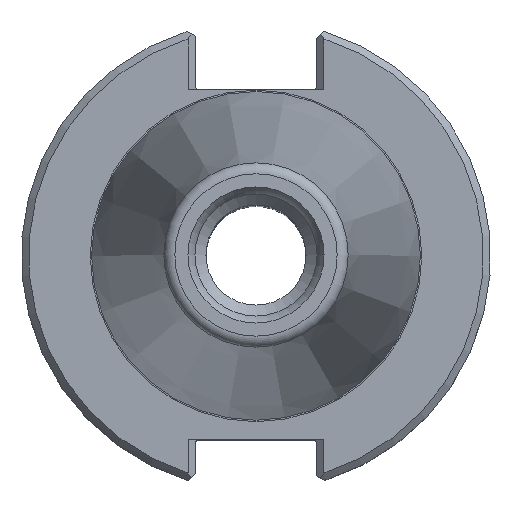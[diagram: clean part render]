
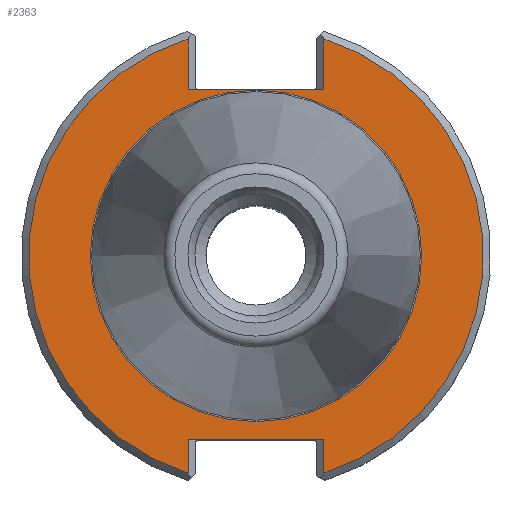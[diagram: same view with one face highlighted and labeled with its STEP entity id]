
A CAD part, top view. The second image highlights one B-rep face of the part: STEP entity #2363.
In plain terms, the highlighted planar face has unit normal (0, 0, 1).
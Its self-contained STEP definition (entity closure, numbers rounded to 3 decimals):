
#45=LINE('',#3182,#110);
#53=LINE('',#3209,#118);
#60=LINE('',#3245,#125);
#63=LINE('',#3252,#128);
#64=LINE('',#3254,#129);
#65=LINE('',#3256,#130);
#110=VECTOR('',#2771,1000.);
#118=VECTOR('',#2789,1000.);
#125=VECTOR('',#2812,1000.);
#128=VECTOR('',#2819,1000.);
#129=VECTOR('',#2820,1000.);
#130=VECTOR('',#2821,1000.);
#251=PLANE('',#2519);
#434=ORIENTED_EDGE('',*,*,#829,.T.);
#435=ORIENTED_EDGE('',*,*,#830,.T.);
#436=ORIENTED_EDGE('',*,*,#831,.F.);
#437=ORIENTED_EDGE('',*,*,#832,.T.);
#438=ORIENTED_EDGE('',*,*,#833,.T.);
#439=ORIENTED_EDGE('',*,*,#813,.T.);
#440=ORIENTED_EDGE('',*,*,#801,.F.);
#441=ORIENTED_EDGE('',*,*,#826,.T.);
#442=ORIENTED_EDGE('',*,*,#834,.F.);
#801=EDGE_CURVE('',#1021,#1014,#45,.T.);
#813=EDGE_CURVE('',#1029,#1014,#53,.T.);
#826=EDGE_CURVE('',#1021,#1039,#60,.T.);
#829=EDGE_CURVE('',#1039,#1042,#1180,.T.);
#830=EDGE_CURVE('',#1042,#1043,#63,.T.);
#831=EDGE_CURVE('',#1044,#1043,#64,.T.);
#832=EDGE_CURVE('',#1044,#1045,#65,.T.);
#833=EDGE_CURVE('',#1045,#1029,#1181,.T.);
#834=EDGE_CURVE('',#1046,#1046,#1182,.T.);
#1014=VERTEX_POINT('',#3167);
#1021=VERTEX_POINT('',#3181);
#1029=VERTEX_POINT('',#3203);
#1039=VERTEX_POINT('',#3243);
#1042=VERTEX_POINT('',#3251);
#1043=VERTEX_POINT('',#3253);
#1044=VERTEX_POINT('',#3255);
#1045=VERTEX_POINT('',#3257);
#1046=VERTEX_POINT('',#3260);
#1180=CIRCLE('',#2520,30.75);
#1181=CIRCLE('',#2521,30.75);
#1182=CIRCLE('',#2522,22.413);
#1292=EDGE_LOOP('',(#434,#435,#436,#437,#438,#439,#440,#441));
#1293=EDGE_LOOP('',(#442));
#1451=FACE_BOUND('',#1292,.T.);
#1452=FACE_BOUND('',#1293,.T.);
#2363=ADVANCED_FACE('',(#1451,#1452),#251,.T.);
#2519=AXIS2_PLACEMENT_3D('',#3249,#2815,#2816);
#2520=AXIS2_PLACEMENT_3D('',#3250,#2817,#2818);
#2521=AXIS2_PLACEMENT_3D('',#3258,#2822,#2823);
#2522=AXIS2_PLACEMENT_3D('',#3259,#2824,#2825);
#2771=DIRECTION('',(1.,0.,0.));
#2789=DIRECTION('',(0.,-1.,0.));
#2812=DIRECTION('',(0.,1.,0.));
#2815=DIRECTION('',(0.,0.,1.));
#2816=DIRECTION('',(1.,0.,0.));
#2817=DIRECTION('',(0.,0.,1.));
#2818=DIRECTION('',(1.,0.,0.));
#2819=DIRECTION('',(0.,1.,0.));
#2820=DIRECTION('',(-1.,0.,0.));
#2821=DIRECTION('',(0.,-1.,0.));
#2822=DIRECTION('',(0.,0.,1.));
#2823=DIRECTION('',(1.,0.,0.));
#2824=DIRECTION('',(0.,0.,1.));
#2825=DIRECTION('',(1.,0.,0.));
#3167=CARTESIAN_POINT('',(9.19,22.46,-3.17));
#3181=CARTESIAN_POINT('',(-9.19,22.46,-3.17));
#3182=CARTESIAN_POINT('',(-8.19,22.46,-3.17));
#3203=CARTESIAN_POINT('',(9.19,29.345,-3.17));
#3209=CARTESIAN_POINT('',(9.19,22.46,-3.17));
#3243=CARTESIAN_POINT('',(-9.19,29.345,-3.17));
#3245=CARTESIAN_POINT('',(-9.19,30.831,-3.17));
#3249=CARTESIAN_POINT('',(22.413,0.,-3.17));
#3250=CARTESIAN_POINT('',(0.,0.,-3.17));
#3251=CARTESIAN_POINT('',(-9.19,-29.345,-3.17));
#3252=CARTESIAN_POINT('',(-9.19,-24.87,-3.17));
#3253=CARTESIAN_POINT('',(-9.19,-24.87,-3.17));
#3254=CARTESIAN_POINT('',(8.19,-24.87,-3.17));
#3255=CARTESIAN_POINT('',(9.19,-24.87,-3.17));
#3256=CARTESIAN_POINT('',(9.19,-30.831,-3.17));
#3257=CARTESIAN_POINT('',(9.19,-29.345,-3.17));
#3258=CARTESIAN_POINT('',(0.,0.,-3.17));
#3259=CARTESIAN_POINT('',(0.,0.,-3.17));
#3260=CARTESIAN_POINT('',(22.413,0.,-3.17));
